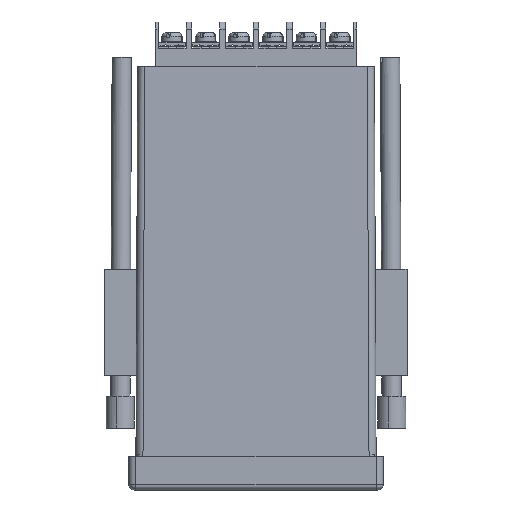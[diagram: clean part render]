
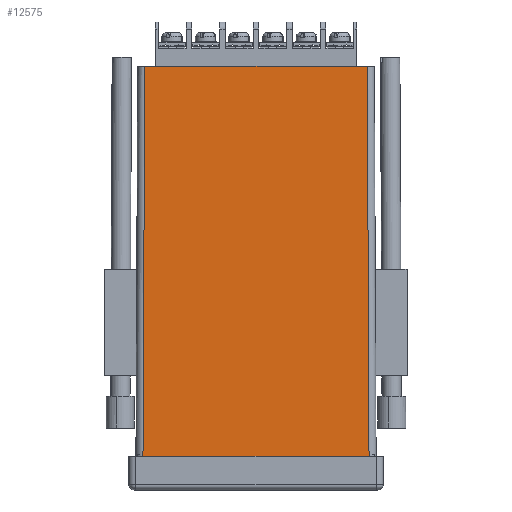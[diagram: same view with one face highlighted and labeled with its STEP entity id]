
A CAD part, front view. The second image highlights one B-rep face of the part: STEP entity #12575.
In plain terms, the highlighted planar face has unit normal (0, -1, 0.004).
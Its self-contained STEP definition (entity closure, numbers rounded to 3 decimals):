
#587 = DIRECTION ( 'NONE',  ( -0.005, 0.005, 1. ) ) ;
#992 = ORIENTED_EDGE ( 'NONE', *, *, #8753, .F. ) ;
#1148 = LINE ( 'NONE', #5377, #8495 ) ;
#2033 = CARTESIAN_POINT ( 'NONE',  ( -31.5, -33.5, -0.009 ) ) ;
#2523 = VECTOR ( 'NONE', #18855, 1000. ) ;
#4077 = CARTESIAN_POINT ( 'NONE',  ( -33.5, -33.5, 0. ) ) ;
#4243 = VERTEX_POINT ( 'NONE', #11464 ) ;
#4413 = CARTESIAN_POINT ( 'NONE',  ( -32., -34., -110.5 ) ) ;
#5377 = CARTESIAN_POINT ( 'NONE',  ( 31.499, -33.499, 0.294 ) ) ;
#5521 = CARTESIAN_POINT ( 'NONE',  ( -33.5, -34., -110.5 ) ) ;
#6447 = EDGE_CURVE ( 'NONE', #6498, #11911, #1148, .T. ) ;
#6495 = DIRECTION ( 'NONE',  ( -0.005, -0.005, -1. ) ) ;
#6498 = VERTEX_POINT ( 'NONE', #16116 ) ;
#6596 = ORIENTED_EDGE ( 'NONE', *, *, #6447, .T. ) ;
#6829 = VERTEX_POINT ( 'NONE', #4413 ) ;
#8495 = VECTOR ( 'NONE', #587, 1000. ) ;
#8602 = AXIS2_PLACEMENT_3D ( 'NONE', #4077, #18161, #18083 ) ;
#8753 = EDGE_CURVE ( 'NONE', #4243, #11911, #12498, .T. ) ;
#9308 = CARTESIAN_POINT ( 'NONE',  ( 31.5, -33.5, 0. ) ) ;
#9928 = VECTOR ( 'NONE', #19323, 1000. ) ;
#10187 = VECTOR ( 'NONE', #6495, 1000. ) ;
#10208 = LINE ( 'NONE', #2033, #10187 ) ;
#11042 = CARTESIAN_POINT ( 'NONE',  ( -33.5, -33.5, 0. ) ) ;
#11246 = EDGE_CURVE ( 'NONE', #4243, #6829, #10208, .T. ) ;
#11464 = CARTESIAN_POINT ( 'NONE',  ( -31.5, -33.5, 0. ) ) ;
#11911 = VERTEX_POINT ( 'NONE', #9308 ) ;
#12454 = EDGE_CURVE ( 'NONE', #6829, #6498, #16757, .T. ) ;
#12498 = LINE ( 'NONE', #11042, #2523 ) ;
#12575 = ADVANCED_FACE ( 'NONE', ( #13582 ), #13450, .T. ) ;
#12942 = ORIENTED_EDGE ( 'NONE', *, *, #11246, .T. ) ;
#13130 = EDGE_LOOP ( 'NONE', ( #15522, #6596, #992, #12942 ) ) ;
#13450 = PLANE ( 'NONE',  #8602 ) ;
#13582 = FACE_OUTER_BOUND ( 'NONE', #13130, .T. ) ;
#15522 = ORIENTED_EDGE ( 'NONE', *, *, #12454, .T. ) ;
#16116 = CARTESIAN_POINT ( 'NONE',  ( 32., -34., -110.5 ) ) ;
#16757 = LINE ( 'NONE', #5521, #9928 ) ;
#18083 = DIRECTION ( 'NONE',  ( 0., -0.005, -1. ) ) ;
#18161 = DIRECTION ( 'NONE',  ( 0., -1., 0.005 ) ) ;
#18855 = DIRECTION ( 'NONE',  ( 1., 0., 0. ) ) ;
#19323 = DIRECTION ( 'NONE',  ( 1., 0., 0. ) ) ;
